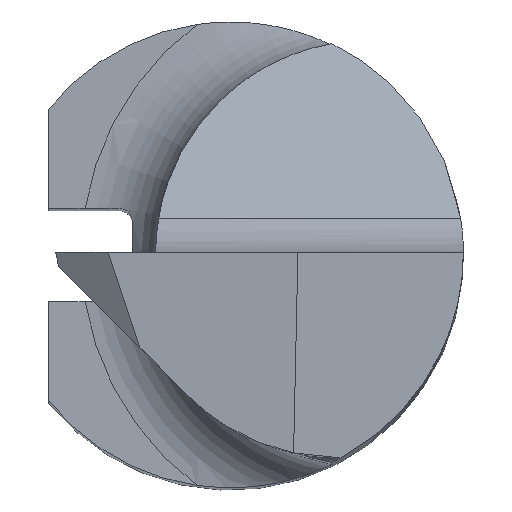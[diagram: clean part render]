
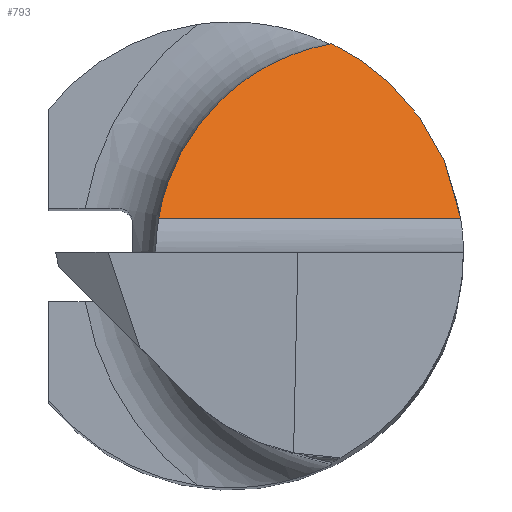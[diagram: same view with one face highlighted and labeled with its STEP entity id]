
A CAD part, top view. The second image highlights one B-rep face of the part: STEP entity #793.
In plain terms, the highlighted planar face has unit normal (0, 0.766, 0.643).
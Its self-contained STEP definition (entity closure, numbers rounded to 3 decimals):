
#40 = CARTESIAN_POINT ( 'NONE',  ( 2.5, 2.25, 24.5 ) ) ;
#62 = EDGE_CURVE ( 'NONE', #109, #978, #608, .T. ) ;
#90 = CARTESIAN_POINT ( 'NONE',  ( 2.472, 0.374, 26.735 ) ) ;
#108 = DIRECTION ( 'NONE',  ( 0., -0.766, -0.643 ) ) ;
#109 = VERTEX_POINT ( 'NONE', #806 ) ;
#128 = ORIENTED_EDGE ( 'NONE', *, *, #62, .T. ) ;
#140 =( BOUNDED_CURVE ( )  B_SPLINE_CURVE ( 3, ( #90, #664, #579, #1063 ),
 .UNSPECIFIED., .F., .T. ) 
 B_SPLINE_CURVE_WITH_KNOTS ( ( 4, 4 ),
 ( 4.863, 5.832 ),
 .UNSPECIFIED. ) 
 CURVE ( )  GEOMETRIC_REPRESENTATION_ITEM ( )  RATIONAL_B_SPLINE_CURVE ( ( 1., 0.923, 0.923, 1. ) ) 
 REPRESENTATION_ITEM ( '' )  );
#169 = DIRECTION ( 'NONE',  ( -1., 0., 0. ) ) ;
#189 = VERTEX_POINT ( 'NONE', #222 ) ;
#222 = CARTESIAN_POINT ( 'NONE',  ( 2.472, 0.374, 26.735 ) ) ;
#254 = FACE_OUTER_BOUND ( 'NONE', #997, .T. ) ;
#310 = CARTESIAN_POINT ( 'NONE',  ( 2.5, 0.374, 26.735 ) ) ;
#333 = AXIS2_PLACEMENT_3D ( 'NONE', #40, #108, #1021 ) ;
#355 = EDGE_CURVE ( 'NONE', #189, #978, #836, .T. ) ;
#374 = CARTESIAN_POINT ( 'NONE',  ( -0.769, 0.374, 26.735 ) ) ;
#385 = CARTESIAN_POINT ( 'NONE',  ( -0.605, 1.364, 25.556 ) ) ;
#388 = ORIENTED_EDGE ( 'NONE', *, *, #355, .F. ) ;
#464 = CARTESIAN_POINT ( 'NONE',  ( 1.09, 2.25, 24.5 ) ) ;
#472 = VECTOR ( 'NONE', #169, 1000. ) ;
#579 = CARTESIAN_POINT ( 'NONE',  ( 1.847, 1.883, 24.937 ) ) ;
#608 =( BOUNDED_CURVE ( )  B_SPLINE_CURVE ( 3, ( #464, #802, #385, #374 ),
 .UNSPECIFIED., .F., .F. ) 
 B_SPLINE_CURVE_WITH_KNOTS ( ( 4, 4 ),
 ( 0.174, 1.406 ),
 .UNSPECIFIED. ) 
 CURVE ( )  GEOMETRIC_REPRESENTATION_ITEM ( )  RATIONAL_B_SPLINE_CURVE ( ( 1., 0.877, 0.877, 1. ) ) 
 REPRESENTATION_ITEM ( '' )  );
#614 = CARTESIAN_POINT ( 'NONE',  ( -0.769, 0.374, 26.735 ) ) ;
#657 = ORIENTED_EDGE ( 'NONE', *, *, #741, .T. ) ;
#664 = CARTESIAN_POINT ( 'NONE',  ( 2.346, 1.206, 25.744 ) ) ;
#741 = EDGE_CURVE ( 'NONE', #189, #109, #140, .T. ) ;
#758 = PLANE ( 'NONE',  #333 ) ;
#793 = ADVANCED_FACE ( 'NONE', ( #254 ), #758, .F. ) ;
#802 = CARTESIAN_POINT ( 'NONE',  ( 0.102, 2.077, 24.707 ) ) ;
#806 = CARTESIAN_POINT ( 'NONE',  ( 1.09, 2.25, 24.5 ) ) ;
#836 = LINE ( 'NONE', #310, #472 ) ;
#978 = VERTEX_POINT ( 'NONE', #614 ) ;
#997 = EDGE_LOOP ( 'NONE', ( #388, #657, #128 ) ) ;
#1021 = DIRECTION ( 'NONE',  ( 0., 0.643, -0.766 ) ) ;
#1063 = CARTESIAN_POINT ( 'NONE',  ( 1.09, 2.25, 24.5 ) ) ;
